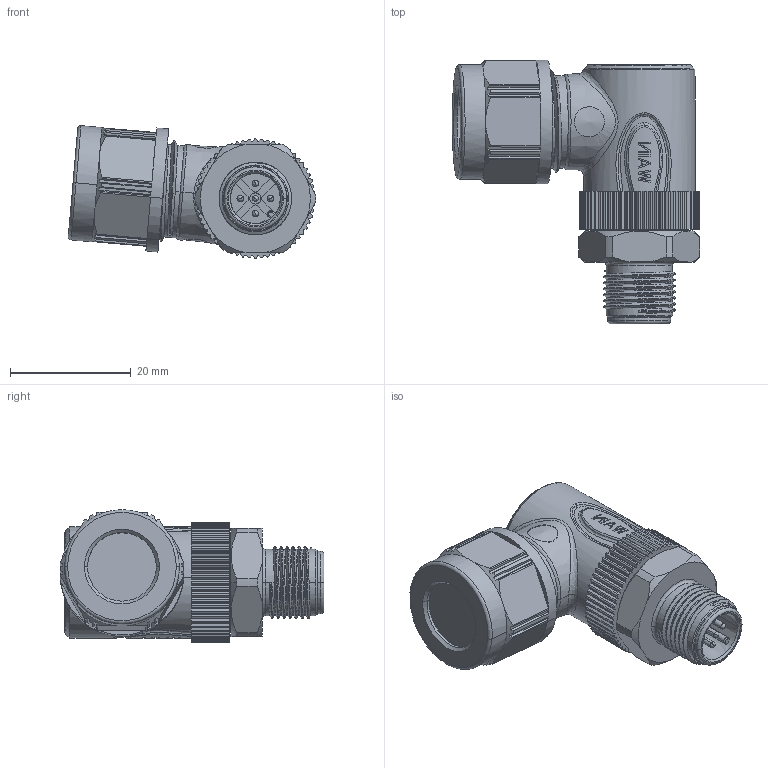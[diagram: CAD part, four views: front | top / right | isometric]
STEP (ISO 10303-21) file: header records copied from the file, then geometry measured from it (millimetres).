
FILE_DESCRIPTION(/* description */ (''),/* implementation_level */ '2;1');
FILE_NAME(/* name */ 'm12s-m05a-s-D10_stp.stp',/* time_stamp */ '2024-03-21T09:10:22+08:00',/* author */ (''),/* organization */ (''),/* preprocessor_version */ 'ST-DEVELOPER v18.1',/* originating_system */ 'SIEMENS PLM Software NX 1980',/* authorisation */ '');
FILE_SCHEMA (('AUTOMOTIVE_DESIGN { 1 0 10303 214 3 1 1 1 }'));
Length unit declared in the file: millimetre
Products named in the file (1): m12s-m05a-s-D10_stp
Bounding box: 40.97 x 43.7 x 21.96 mm (x, y, z)
Volume: 14898 mm3; surface area: 7900.9 mm2
Topology: 1 solids, 1 shells, 720 faces, 1972 edges, 1275 vertices
Faces by surface type: plane 319, cylinder 263, cone 68, bspline 38, torus 22, sphere 10
Entity records: 41842 total; most frequent: CARTESIAN_POINT 19607, ORIENTED_EDGE 3924, DIRECTION 3298, EDGE_CURVE 1962, VERTEX_POINT 1275, AXIS2_PLACEMENT_3D 1205, LINE 888, VECTOR 888
